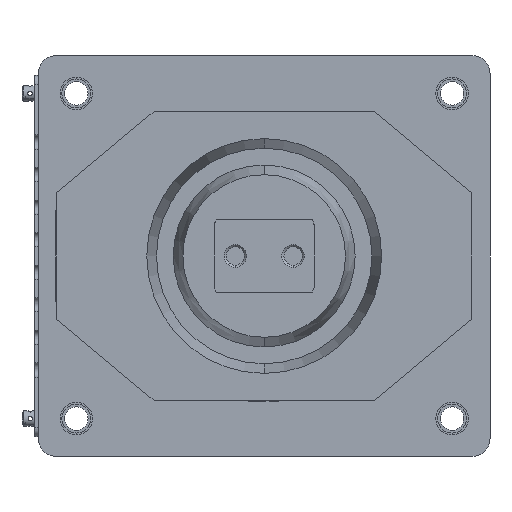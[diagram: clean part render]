
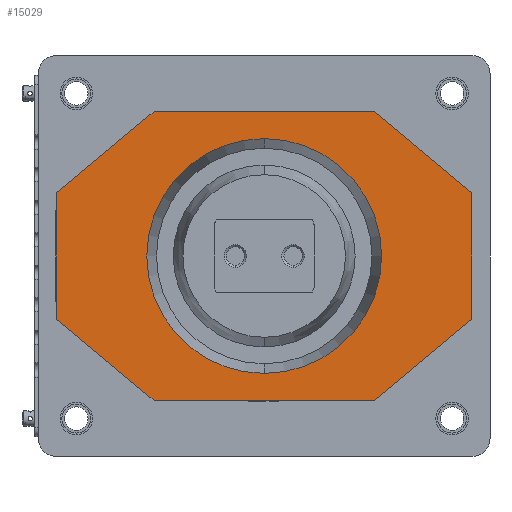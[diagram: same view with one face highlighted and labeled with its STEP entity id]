
A CAD part, left-side view. The second image highlights one B-rep face of the part: STEP entity #15029.
In plain terms, the highlighted planar face has unit normal (-1, 0, 0).
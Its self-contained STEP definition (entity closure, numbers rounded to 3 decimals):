
#834 = VECTOR ( 'NONE', #38890, 1000. ) ;
#886 = AXIS2_PLACEMENT_3D ( 'NONE', #51472, #25671, #55792 ) ;
#1163 = EDGE_LOOP ( 'NONE', ( #25460, #40536, #45796, #5515, #51136, #36883, #4634, #10327 ) ) ;
#1994 = VECTOR ( 'NONE', #47260, 1000. ) ;
#2064 = PLANE ( 'NONE',  #5913 ) ;
#3570 = CARTESIAN_POINT ( 'NONE',  ( -170., 0., 0. ) ) ;
#4634 = ORIENTED_EDGE ( 'NONE', *, *, #23732, .F. ) ;
#5005 = VECTOR ( 'NONE', #42114, 1000. ) ;
#5515 = ORIENTED_EDGE ( 'NONE', *, *, #25832, .F. ) ;
#5913 = AXIS2_PLACEMENT_3D ( 'NONE', #23503, #6386, #36460 ) ;
#5942 = VERTEX_POINT ( 'NONE', #54313 ) ;
#6386 = DIRECTION ( 'NONE',  ( -1., 0., 0. ) ) ;
#6589 = VECTOR ( 'NONE', #34984, 1000. ) ;
#6914 = CARTESIAN_POINT ( 'NONE',  ( -170., 61., 80. ) ) ;
#7185 = LINE ( 'NONE', #41357, #18637 ) ;
#7909 = DIRECTION ( 'NONE',  ( 0., 0., -1. ) ) ;
#8593 = FACE_OUTER_BOUND ( 'NONE', #1163, .T. ) ;
#9223 = CARTESIAN_POINT ( 'NONE',  ( -170., 115., 35. ) ) ;
#9849 = EDGE_CURVE ( 'NONE', #39321, #40408, #27888, .T. ) ;
#10327 = ORIENTED_EDGE ( 'NONE', *, *, #37474, .F. ) ;
#12142 = VERTEX_POINT ( 'NONE', #25421 ) ;
#13053 = DIRECTION ( 'NONE',  ( 0., -0.768, 0.64 ) ) ;
#13142 = CARTESIAN_POINT ( 'NONE',  ( -170., -61., 80. ) ) ;
#14779 = EDGE_CURVE ( 'NONE', #40408, #47372, #52405, .T. ) ;
#15029 = ADVANCED_FACE ( 'NONE', ( #8593, #54376 ), #2064, .T. ) ;
#15269 = VECTOR ( 'NONE', #49233, 1000. ) ;
#16407 = CARTESIAN_POINT ( 'NONE',  ( -170., 115., -35. ) ) ;
#17041 = VERTEX_POINT ( 'NONE', #42234 ) ;
#18127 = CARTESIAN_POINT ( 'NONE',  ( -170., 115., 35. ) ) ;
#18637 = VECTOR ( 'NONE', #19932, 1000. ) ;
#18788 = EDGE_CURVE ( 'NONE', #49684, #17041, #37865, .T. ) ;
#19196 = AXIS2_PLACEMENT_3D ( 'NONE', #3570, #33650, #7909 ) ;
#19932 = DIRECTION ( 'NONE',  ( 0., 1., 0. ) ) ;
#21143 = VERTEX_POINT ( 'NONE', #37910 ) ;
#21870 = LINE ( 'NONE', #47321, #31943 ) ;
#22356 = LINE ( 'NONE', #13142, #834 ) ;
#23503 = CARTESIAN_POINT ( 'NONE',  ( -170., 0., 0. ) ) ;
#23732 = EDGE_CURVE ( 'NONE', #30611, #44508, #49637, .T. ) ;
#24560 = CIRCLE ( 'NONE', #886, 65. ) ;
#24885 = LINE ( 'NONE', #34236, #1994 ) ;
#24986 = CARTESIAN_POINT ( 'NONE',  ( -170., 115., -35. ) ) ;
#25421 = CARTESIAN_POINT ( 'NONE',  ( -170., 0., -65. ) ) ;
#25460 = ORIENTED_EDGE ( 'NONE', *, *, #14779, .F. ) ;
#25671 = DIRECTION ( 'NONE',  ( 1., 0., 0. ) ) ;
#25832 = EDGE_CURVE ( 'NONE', #17041, #5942, #24885, .T. ) ;
#27766 = CARTESIAN_POINT ( 'NONE',  ( -170., -61., 80. ) ) ;
#27888 = LINE ( 'NONE', #24986, #5005 ) ;
#27895 = EDGE_CURVE ( 'NONE', #5942, #39321, #7185, .T. ) ;
#28913 = CARTESIAN_POINT ( 'NONE',  ( -170., -115., 35. ) ) ;
#30611 = VERTEX_POINT ( 'NONE', #6914 ) ;
#31814 = CARTESIAN_POINT ( 'NONE',  ( -170., -61., 80. ) ) ;
#31943 = VECTOR ( 'NONE', #13053, 1000. ) ;
#33345 = CARTESIAN_POINT ( 'NONE',  ( -170., -115., 35. ) ) ;
#33650 = DIRECTION ( 'NONE',  ( 1., 0., 0. ) ) ;
#34236 = CARTESIAN_POINT ( 'NONE',  ( -170., -61., -80. ) ) ;
#34984 = DIRECTION ( 'NONE',  ( 0., 0., 1. ) ) ;
#35188 = EDGE_LOOP ( 'NONE', ( #51660, #48270 ) ) ;
#35426 = EDGE_CURVE ( 'NONE', #21143, #12142, #47632, .T. ) ;
#36460 = DIRECTION ( 'NONE',  ( 0., 0., -1. ) ) ;
#36883 = ORIENTED_EDGE ( 'NONE', *, *, #39545, .F. ) ;
#37408 = EDGE_CURVE ( 'NONE', #12142, #21143, #24560, .T. ) ;
#37474 = EDGE_CURVE ( 'NONE', #47372, #30611, #21870, .T. ) ;
#37672 = DIRECTION ( 'NONE',  ( 0., 0., -1. ) ) ;
#37865 = LINE ( 'NONE', #33345, #47992 ) ;
#37910 = CARTESIAN_POINT ( 'NONE',  ( -170., 0., 65. ) ) ;
#38890 = DIRECTION ( 'NONE',  ( 0., -0.768, -0.64 ) ) ;
#39321 = VERTEX_POINT ( 'NONE', #54583 ) ;
#39545 = EDGE_CURVE ( 'NONE', #44508, #49684, #22356, .T. ) ;
#40408 = VERTEX_POINT ( 'NONE', #16407 ) ;
#40536 = ORIENTED_EDGE ( 'NONE', *, *, #9849, .F. ) ;
#41357 = CARTESIAN_POINT ( 'NONE',  ( -170., -61., -80. ) ) ;
#42114 = DIRECTION ( 'NONE',  ( 0., 0.768, 0.64 ) ) ;
#42234 = CARTESIAN_POINT ( 'NONE',  ( -170., -115., -35. ) ) ;
#44508 = VERTEX_POINT ( 'NONE', #31814 ) ;
#45796 = ORIENTED_EDGE ( 'NONE', *, *, #27895, .F. ) ;
#47260 = DIRECTION ( 'NONE',  ( 0., 0.768, -0.64 ) ) ;
#47321 = CARTESIAN_POINT ( 'NONE',  ( -170., 61., 80. ) ) ;
#47372 = VERTEX_POINT ( 'NONE', #18127 ) ;
#47632 = CIRCLE ( 'NONE', #19196, 65. ) ;
#47992 = VECTOR ( 'NONE', #37672, 1000. ) ;
#48270 = ORIENTED_EDGE ( 'NONE', *, *, #35426, .T. ) ;
#49233 = DIRECTION ( 'NONE',  ( 0., -1., 0. ) ) ;
#49637 = LINE ( 'NONE', #27766, #15269 ) ;
#49684 = VERTEX_POINT ( 'NONE', #28913 ) ;
#51136 = ORIENTED_EDGE ( 'NONE', *, *, #18788, .F. ) ;
#51472 = CARTESIAN_POINT ( 'NONE',  ( -170., 0., 0. ) ) ;
#51660 = ORIENTED_EDGE ( 'NONE', *, *, #37408, .T. ) ;
#52405 = LINE ( 'NONE', #9223, #6589 ) ;
#54313 = CARTESIAN_POINT ( 'NONE',  ( -170., -61., -80. ) ) ;
#54376 = FACE_BOUND ( 'NONE', #35188, .T. ) ;
#54583 = CARTESIAN_POINT ( 'NONE',  ( -170., 61., -80. ) ) ;
#55792 = DIRECTION ( 'NONE',  ( 0., 0., -1. ) ) ;
